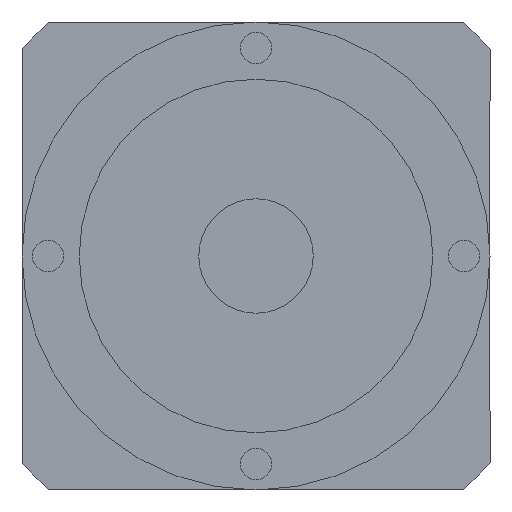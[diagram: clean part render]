
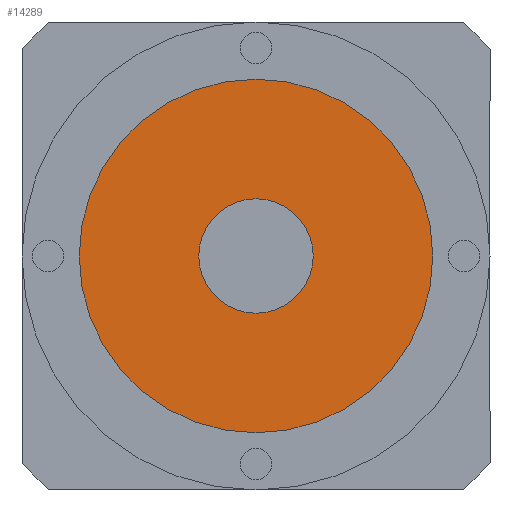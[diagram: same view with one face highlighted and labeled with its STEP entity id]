
A CAD part, front view. The second image highlights one B-rep face of the part: STEP entity #14289.
In plain terms, the highlighted planar face has unit normal (0, -1, 0).
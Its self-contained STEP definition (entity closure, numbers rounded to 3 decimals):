
#69 = CIRCLE ( 'NONE', #8688, 11. ) ;
#549 = EDGE_LOOP ( 'NONE', ( #13626, #13640 ) ) ;
#798 = VERTEX_POINT ( 'NONE', #4187 ) ;
#871 = DIRECTION ( 'NONE',  ( 0., 0., -1. ) ) ;
#1216 = PLANE ( 'NONE',  #6125 ) ;
#1725 = CARTESIAN_POINT ( 'NONE',  ( 0., 37.5, -11. ) ) ;
#2263 = CARTESIAN_POINT ( 'NONE',  ( 0., 37.5, 34. ) ) ;
#2470 = EDGE_CURVE ( 'NONE', #9260, #7543, #69, .T. ) ;
#3486 = ORIENTED_EDGE ( 'NONE', *, *, #5922, .T. ) ;
#3886 = DIRECTION ( 'NONE',  ( 0., -1., 0. ) ) ;
#4187 = CARTESIAN_POINT ( 'NONE',  ( 0., 37.5, -34. ) ) ;
#4708 = FACE_BOUND ( 'NONE', #549, .T. ) ;
#5099 = AXIS2_PLACEMENT_3D ( 'NONE', #7290, #3886, #8714 ) ;
#5864 = CARTESIAN_POINT ( 'NONE',  ( 0., 37.5, 0. ) ) ;
#5922 = EDGE_CURVE ( 'NONE', #12017, #798, #10647, .T. ) ;
#6125 = AXIS2_PLACEMENT_3D ( 'NONE', #12193, #7331, #7096 ) ;
#6166 = DIRECTION ( 'NONE',  ( 0., 0., -1. ) ) ;
#7096 = DIRECTION ( 'NONE',  ( 0., 0., 1. ) ) ;
#7290 = CARTESIAN_POINT ( 'NONE',  ( 0., 37.5, 0. ) ) ;
#7331 = DIRECTION ( 'NONE',  ( 0., 1., 0. ) ) ;
#7543 = VERTEX_POINT ( 'NONE', #14613 ) ;
#7554 = DIRECTION ( 'NONE',  ( 0., 0., -1. ) ) ;
#7876 = EDGE_LOOP ( 'NONE', ( #11321, #3486 ) ) ;
#8374 = DIRECTION ( 'NONE',  ( 0., -1., 0. ) ) ;
#8688 = AXIS2_PLACEMENT_3D ( 'NONE', #5864, #15562, #871 ) ;
#8714 = DIRECTION ( 'NONE',  ( 0., 0., -1. ) ) ;
#9260 = VERTEX_POINT ( 'NONE', #1725 ) ;
#9665 = CIRCLE ( 'NONE', #15252, 34. ) ;
#10514 = EDGE_CURVE ( 'NONE', #798, #12017, #9665, .T. ) ;
#10647 = CIRCLE ( 'NONE', #14198, 34. ) ;
#11123 = CARTESIAN_POINT ( 'NONE',  ( 0., 37.5, 0. ) ) ;
#11321 = ORIENTED_EDGE ( 'NONE', *, *, #10514, .T. ) ;
#12017 = VERTEX_POINT ( 'NONE', #2263 ) ;
#12193 = CARTESIAN_POINT ( 'NONE',  ( -11., 37.5, 0. ) ) ;
#12209 = CARTESIAN_POINT ( 'NONE',  ( 0., 37.5, 0. ) ) ;
#12261 = DIRECTION ( 'NONE',  ( 0., -1., 0. ) ) ;
#12763 = EDGE_CURVE ( 'NONE', #7543, #9260, #13459, .T. ) ;
#13292 = FACE_OUTER_BOUND ( 'NONE', #7876, .T. ) ;
#13459 = CIRCLE ( 'NONE', #5099, 11. ) ;
#13626 = ORIENTED_EDGE ( 'NONE', *, *, #2470, .F. ) ;
#13640 = ORIENTED_EDGE ( 'NONE', *, *, #12763, .F. ) ;
#14198 = AXIS2_PLACEMENT_3D ( 'NONE', #12209, #8374, #6166 ) ;
#14289 = ADVANCED_FACE ( 'NONE', ( #4708, #13292 ), #1216, .F. ) ;
#14613 = CARTESIAN_POINT ( 'NONE',  ( 0., 37.5, 11. ) ) ;
#15252 = AXIS2_PLACEMENT_3D ( 'NONE', #11123, #12261, #7554 ) ;
#15562 = DIRECTION ( 'NONE',  ( 0., -1., 0. ) ) ;
